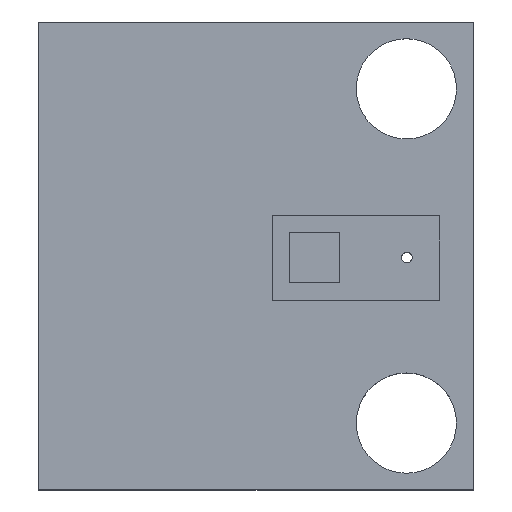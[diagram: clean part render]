
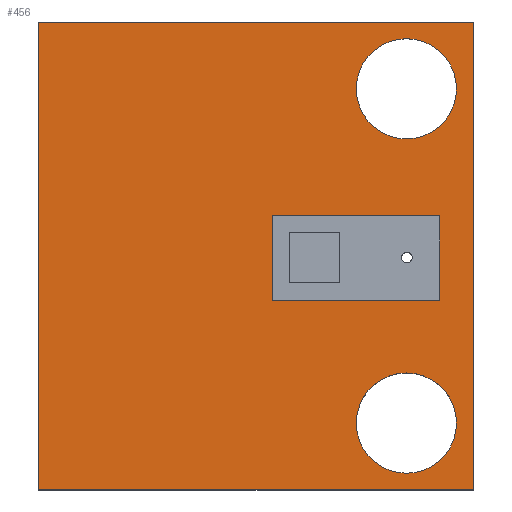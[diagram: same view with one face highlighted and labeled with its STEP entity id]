
A CAD part, top view. The second image highlights one B-rep face of the part: STEP entity #456.
In plain terms, the highlighted planar face has unit normal (0, 0, 1).
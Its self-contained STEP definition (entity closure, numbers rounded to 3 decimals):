
#19=FACE_BOUND('',#85,.T.);
#20=FACE_BOUND('',#86,.T.);
#21=FACE_BOUND('',#87,.T.);
#33=PLANE('',#504);
#58=FACE_OUTER_BOUND('',#84,.T.);
#84=EDGE_LOOP('',(#353,#354,#355,#356));
#85=EDGE_LOOP('',(#357));
#86=EDGE_LOOP('',(#358));
#87=EDGE_LOOP('',(#359));
#116=LINE('',#669,#168);
#120=LINE('',#677,#172);
#123=LINE('',#683,#175);
#126=LINE('',#688,#178);
#168=VECTOR('',#550,10.);
#172=VECTOR('',#556,10.);
#175=VECTOR('',#561,10.);
#178=VECTOR('',#566,10.);
#218=CIRCLE('',#493,1.5);
#220=CIRCLE('',#496,1.5);
#222=CIRCLE('',#499,0.161);
#226=VERTEX_POINT('',#651);
#228=VERTEX_POINT('',#657);
#230=VERTEX_POINT('',#663);
#231=VERTEX_POINT('',#667);
#232=VERTEX_POINT('',#668);
#235=VERTEX_POINT('',#676);
#237=VERTEX_POINT('',#682);
#267=EDGE_CURVE('',#226,#226,#218,.T.);
#270=EDGE_CURVE('',#228,#228,#220,.T.);
#273=EDGE_CURVE('',#230,#230,#222,.T.);
#274=EDGE_CURVE('',#231,#232,#116,.T.);
#278=EDGE_CURVE('',#232,#235,#120,.T.);
#281=EDGE_CURVE('',#235,#237,#123,.T.);
#284=EDGE_CURVE('',#237,#231,#126,.T.);
#353=ORIENTED_EDGE('',*,*,#284,.T.);
#354=ORIENTED_EDGE('',*,*,#274,.T.);
#355=ORIENTED_EDGE('',*,*,#278,.T.);
#356=ORIENTED_EDGE('',*,*,#281,.T.);
#357=ORIENTED_EDGE('',*,*,#273,.T.);
#358=ORIENTED_EDGE('',*,*,#270,.T.);
#359=ORIENTED_EDGE('',*,*,#267,.T.);
#456=ADVANCED_FACE('',(#58,#19,#20,#21),#33,.T.);
#493=AXIS2_PLACEMENT_3D('',#653,#532,#533);
#496=AXIS2_PLACEMENT_3D('',#659,#539,#540);
#499=AXIS2_PLACEMENT_3D('',#665,#546,#547);
#504=AXIS2_PLACEMENT_3D('',#690,#568,#569);
#532=DIRECTION('center_axis',(0.,0.,-1.));
#533=DIRECTION('ref_axis',(1.,0.,0.));
#539=DIRECTION('center_axis',(0.,0.,-1.));
#540=DIRECTION('ref_axis',(1.,0.,0.));
#546=DIRECTION('center_axis',(0.,0.,-1.));
#547=DIRECTION('ref_axis',(1.,0.,0.));
#550=DIRECTION('',(1.,0.,0.));
#556=DIRECTION('',(0.,1.,0.));
#561=DIRECTION('',(-1.,0.,0.));
#566=DIRECTION('',(0.,-1.,0.));
#568=DIRECTION('center_axis',(0.,0.,1.));
#569=DIRECTION('ref_axis',(1.,0.,0.));
#651=CARTESIAN_POINT('',(9.5,12.,0.));
#653=CARTESIAN_POINT('Origin',(11.,12.,0.));
#657=CARTESIAN_POINT('',(9.5,2.,0.));
#659=CARTESIAN_POINT('Origin',(11.,2.,0.));
#663=CARTESIAN_POINT('',(10.853,6.95,0.));
#665=CARTESIAN_POINT('Origin',(11.014,6.95,0.));
#667=CARTESIAN_POINT('',(0.,0.,0.));
#668=CARTESIAN_POINT('',(13.,0.,0.));
#669=CARTESIAN_POINT('',(0.,0.,0.));
#676=CARTESIAN_POINT('',(13.,14.,0.));
#677=CARTESIAN_POINT('',(13.,0.,0.));
#682=CARTESIAN_POINT('',(0.,14.,0.));
#683=CARTESIAN_POINT('',(13.,14.,0.));
#688=CARTESIAN_POINT('',(0.,14.,0.));
#690=CARTESIAN_POINT('Origin',(6.5,7.,0.));
